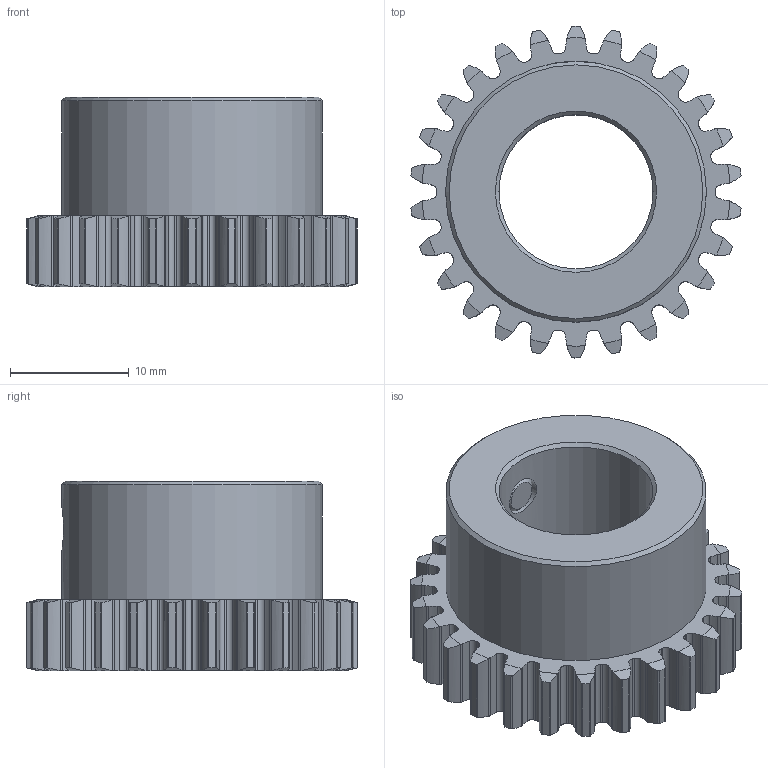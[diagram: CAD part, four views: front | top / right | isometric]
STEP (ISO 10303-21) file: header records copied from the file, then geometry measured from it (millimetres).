
FILE_DESCRIPTION(/* description */ ('STEP AP203'),/* implementation_level */ '2;1');
FILE_NAME(/* name */ 'GEAB1.0-26-6-B-13',/* time_stamp */ '2022-11-09T18:33:53+01:00',/* author */ ('License CC BY-ND 4.0'),/* organization */ ('CADENAS'),/* preprocessor_version */ 'ST-DEVELOPER v18.102',/* originating_system */ 'PARTsolutions',/* authorisation */ ' ');
FILE_SCHEMA (('CONFIG_CONTROL_DESIGN'));
Length unit declared in the file: millimetre
Products named in the file (3): GEAB1.0-26-6-B-13; SET-SCREW4-4; GEAB1.0-26-6-B-13_b
Assembly tree (2 placements, depth 2):
  GEAB1.0-26-6-B-13
    SET-SCREW4-4
    GEAB1.0-26-6-B-13_b
Bounding box: 27.86 x 28 x 16 mm (x, y, z)
Volume: 4797.7 mm3; surface area: 3135.4 mm2
Topology: 2 solids, 2 shells, 392 faces, 1048 edges, 660 vertices
Faces by surface type: cylinder 316, cone 59, plane 17
Full cylindrical faces by diameter (mm): 3.242 x1, 4 x1, 13 x1, 22 x1
Entity records: 12505 total; most frequent: CARTESIAN_POINT 2728, DIRECTION 2098, ORIENTED_EDGE 2064, EDGE_CURVE 1032, AXIS2_PLACEMENT_3D 881, VERTEX_POINT 657, CIRCLE 486, FACE_BOUND 409
